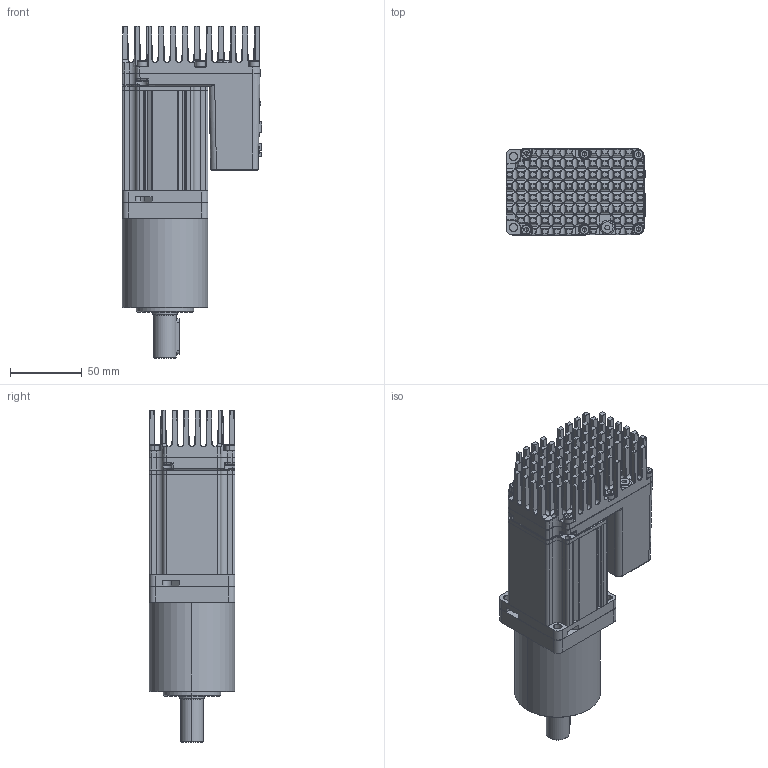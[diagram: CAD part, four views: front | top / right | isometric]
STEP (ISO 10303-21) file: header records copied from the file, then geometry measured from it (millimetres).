
FILE_DESCRIPTION (( 'STEP AP214' ), '1' );
FILE_NAME ('MDX 400W IP20 20±È³¤.STEP', '2019-01-04T06:46:00', ( '' ), ( '' ), 'SwSTEP 2.0', 'SolidWorks 2015', '' );
FILE_SCHEMA (( 'AUTOMOTIVE_DESIGN' ));
Length unit declared in the file: millimetre
Products named in the file (1): MDX 400W IP20 20掀酗
Bounding box: 97.72 x 60 x 231.8 mm (x, y, z)
Volume: 419745.9 mm3; surface area: 191433.8 mm2
Topology: 27 solids, 27 shells, 5534 faces, 13437 edges, 7656 vertices
Faces by surface type: plane 1831, cylinder 1815, bspline 1529, cone 243, torus 84, sphere 32
Entity records: 268728 total; most frequent: CARTESIAN_POINT 89481, ORIENTED_EDGE 25944, DIRECTION 22510, EDGE_CURVE 12972, AXIS2_PLACEMENT_3D 7835, VERTEX_POINT 7648, LINE 6840, VECTOR 6840
